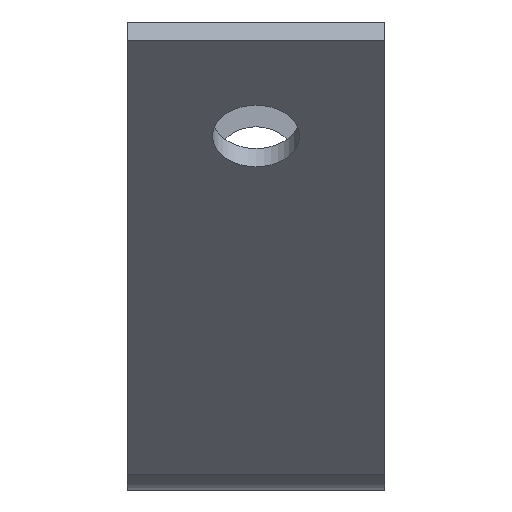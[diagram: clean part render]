
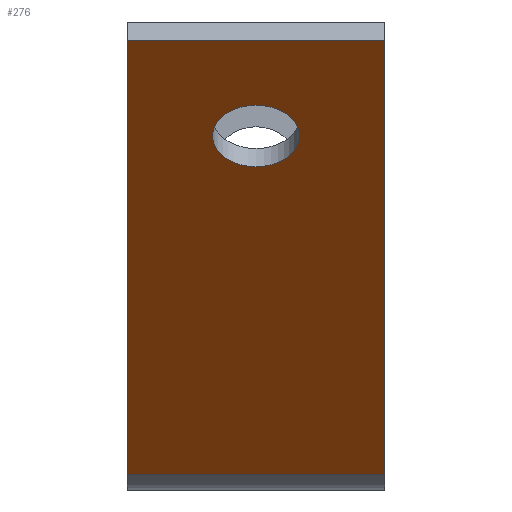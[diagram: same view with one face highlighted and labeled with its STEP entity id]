
A CAD part, left-side view. The second image highlights one B-rep face of the part: STEP entity #276.
In plain terms, the highlighted planar face has unit normal (-0.707, 0, -0.707).
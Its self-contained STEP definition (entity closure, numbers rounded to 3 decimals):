
#16=FACE_BOUND('',#57,.T.);
#23=PLANE('',#322);
#38=FACE_OUTER_BOUND('',#56,.T.);
#56=EDGE_LOOP('',(#214,#215,#216,#217));
#57=EDGE_LOOP('',(#218));
#71=LINE('',#428,#97);
#72=LINE('',#431,#98);
#83=LINE('',#458,#109);
#85=LINE('',#461,#111);
#97=VECTOR('',#352,10.);
#98=VECTOR('',#355,10.);
#109=VECTOR('',#380,10.);
#111=VECTOR('',#384,10.);
#118=CIRCLE('',#308,6.75);
#126=VERTEX_POINT('',#409);
#130=VERTEX_POINT('',#421);
#133=VERTEX_POINT('',#426);
#134=VERTEX_POINT('',#430);
#143=VERTEX_POINT('',#457);
#146=EDGE_CURVE('',#126,#126,#118,.T.);
#155=EDGE_CURVE('',#130,#133,#71,.T.);
#156=EDGE_CURVE('',#134,#130,#72,.T.);
#170=EDGE_CURVE('',#134,#143,#83,.T.);
#172=EDGE_CURVE('',#133,#143,#85,.T.);
#214=ORIENTED_EDGE('',*,*,#156,.T.);
#215=ORIENTED_EDGE('',*,*,#155,.T.);
#216=ORIENTED_EDGE('',*,*,#172,.T.);
#217=ORIENTED_EDGE('',*,*,#170,.F.);
#218=ORIENTED_EDGE('',*,*,#146,.T.);
#276=ADVANCED_FACE('',(#38,#16),#23,.T.);
#308=AXIS2_PLACEMENT_3D('',#410,#335,#336);
#322=AXIS2_PLACEMENT_3D('',#460,#382,#383);
#335=DIRECTION('center_axis',(0.707,0.,0.707));
#336=DIRECTION('ref_axis',(0.707,0.,-0.707));
#352=DIRECTION('',(-0.707,0.,0.707));
#355=DIRECTION('',(0.,-1.,0.));
#380=DIRECTION('',(-0.707,0.,0.707));
#382=DIRECTION('center_axis',(-0.707,0.,
-0.707));
#383=DIRECTION('ref_axis',(-0.707,0.,0.707));
#384=DIRECTION('',(0.,1.,0.));
#409=CARTESIAN_POINT('',(-66.998,20.,-10.658));
#410=CARTESIAN_POINT('Origin',(-62.225,20.,-15.431));
#421=CARTESIAN_POINT('',(-9.657,0.,-68.));
#426=CARTESIAN_POINT('',(-77.075,0.,-0.582));
#428=CARTESIAN_POINT('',(44.023,0.,-121.68));
#430=CARTESIAN_POINT('',(-9.657,40.,-68.));
#431=CARTESIAN_POINT('',(-9.657,20.,-68.));
#457=CARTESIAN_POINT('',(-77.075,40.,-0.582));
#458=CARTESIAN_POINT('',(44.023,40.,-121.68));
#460=CARTESIAN_POINT('Origin',(-16.526,20.,-61.131));
#461=CARTESIAN_POINT('',(-77.075,0.,-0.582));
